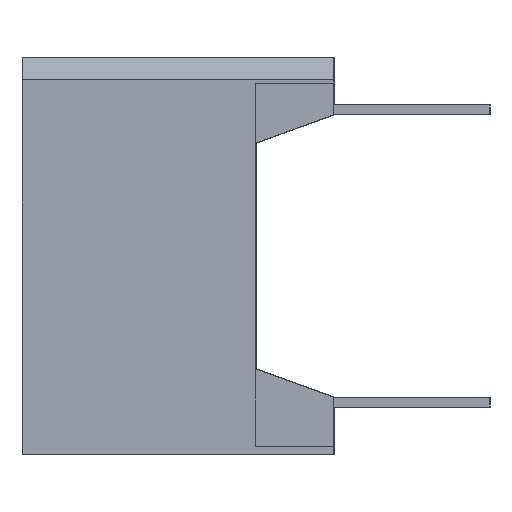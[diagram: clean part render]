
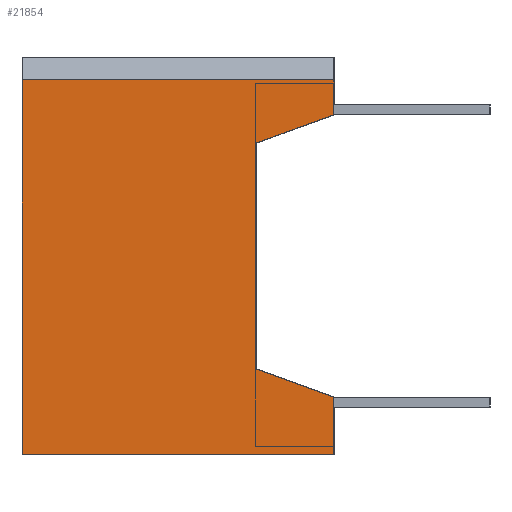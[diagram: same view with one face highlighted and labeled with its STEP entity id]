
A CAD part, left-side view. The second image highlights one B-rep face of the part: STEP entity #21854.
In plain terms, the highlighted planar face has unit normal (-1, 0, 0).
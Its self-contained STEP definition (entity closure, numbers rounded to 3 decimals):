
#4033 = DIRECTION ( 'NONE',  ( 0., 0., 1. ) ) ;
#4034 = VECTOR ( 'NONE', #4033, 1000. ) ;
#4035 = CARTESIAN_POINT ( 'NONE',  ( -25.35, 0., 0. ) ) ;
#4036 = LINE ( 'NONE', #4035, #4034 ) ;
#4136 = CARTESIAN_POINT ( 'NONE',  ( -25.35, 0., 4.514 ) ) ;
#4262 = CARTESIAN_POINT ( 'NONE',  ( -25.35, 0., -5.08 ) ) ;
#5281 = DIRECTION ( 'NONE',  ( 0., 0., 1. ) ) ;
#5282 = VECTOR ( 'NONE', #5281, 1000. ) ;
#5283 = CARTESIAN_POINT ( 'NONE',  ( -25.35, -6., 0. ) ) ;
#5284 = LINE ( 'NONE', #5283, #5282 ) ;
#5295 = CARTESIAN_POINT ( 'NONE',  ( -25.35, -6., 2.892 ) ) ;
#5296 = CARTESIAN_POINT ( 'NONE',  ( -25.35, -6., -2.892 ) ) ;
#6841 = CARTESIAN_POINT ( 'NONE',  ( -25.35, -8., 3.62 ) ) ;
#6842 = DIRECTION ( 'NONE',  ( 0., 0., 1. ) ) ;
#6843 = VECTOR ( 'NONE', #6842, 1000. ) ;
#6844 = CARTESIAN_POINT ( 'NONE',  ( -25.35, -8., 0. ) ) ;
#6845 = LINE ( 'NONE', #6844, #6843 ) ;
#6846 = CARTESIAN_POINT ( 'NONE',  ( -25.35, -8., 4.514 ) ) ;
#7022 = FACE_OUTER_BOUND ( 'NONE', #21878, .T. ) ;
#7048 = DIRECTION ( 'NONE',  ( 0., 1., 0. ) ) ;
#7049 = VECTOR ( 'NONE', #7048, 1000. ) ;
#7050 = CARTESIAN_POINT ( 'NONE',  ( -25.35, -8., 4.514 ) ) ;
#7052 = LINE ( 'NONE', #7050, #7049 ) ;
#7053 = DIRECTION ( 'NONE',  ( 0., -0.94, 0.342 ) ) ;
#7054 = VECTOR ( 'NONE', #7053, 1000. ) ;
#7055 = CARTESIAN_POINT ( 'NONE',  ( -25.35, -12.311, 5.189 ) ) ;
#7056 = DIRECTION ( 'NONE',  ( 0., 0., 1. ) ) ;
#7057 = DIRECTION ( 'NONE',  ( -1., 0., 0. ) ) ;
#7058 = CARTESIAN_POINT ( 'NONE',  ( -25.35, -8., 0. ) ) ;
#7059 = AXIS2_PLACEMENT_3D ( 'NONE', #7058, #7057, #7056 ) ;
#7060 = LINE ( 'NONE', #7055, #7054 ) ;
#7061 = PLANE ( 'NONE',  #7059 ) ;
#7065 = LINE ( 'NONE', #7116, #7115 ) ;
#7066 = CARTESIAN_POINT ( 'NONE',  ( -25.35, -8., -3.62 ) ) ;
#7114 = DIRECTION ( 'NONE',  ( 0., 0., 1. ) ) ;
#7115 = VECTOR ( 'NONE', #7114, 1000. ) ;
#7116 = CARTESIAN_POINT ( 'NONE',  ( -25.35, -8., 0. ) ) ;
#7136 = DIRECTION ( 'NONE',  ( 0., 1., 0. ) ) ;
#7137 = VECTOR ( 'NONE', #7136, 1000. ) ;
#7138 = CARTESIAN_POINT ( 'NONE',  ( -25.35, -8., -5.08 ) ) ;
#7139 = LINE ( 'NONE', #7138, #7137 ) ;
#7140 = CARTESIAN_POINT ( 'NONE',  ( -25.35, -8., -5.08 ) ) ;
#7231 = DIRECTION ( 'NONE',  ( 0., 0.94, 0.342 ) ) ;
#7232 = VECTOR ( 'NONE', #7231, 1000. ) ;
#7233 = CARTESIAN_POINT ( 'NONE',  ( -25.35, -12.311, -5.189 ) ) ;
#7238 = LINE ( 'NONE', #7233, #7232 ) ;
#20592 = EDGE_CURVE ( 'NONE', #20641, #20602, #4036, .T. ) ;
#20602 = VERTEX_POINT ( 'NONE', #4136 ) ;
#20641 = VERTEX_POINT ( 'NONE', #4262 ) ;
#21001 = VERTEX_POINT ( 'NONE', #5296 ) ;
#21003 = VERTEX_POINT ( 'NONE', #5295 ) ;
#21008 = EDGE_CURVE ( 'NONE', #21001, #21003, #5284, .T. ) ;
#21787 = VERTEX_POINT ( 'NONE', #6846 ) ;
#21789 = EDGE_CURVE ( 'NONE', #21790, #21787, #6845, .T. ) ;
#21790 = VERTEX_POINT ( 'NONE', #6841 ) ;
#21854 = ADVANCED_FACE ( 'NONE', ( #7022 ), #7061, .T. ) ;
#21855 = ORIENTED_EDGE ( 'NONE', *, *, #21856, .T. ) ;
#21856 = EDGE_CURVE ( 'NONE', #21003, #21790, #7060, .T. ) ;
#21857 = ORIENTED_EDGE ( 'NONE', *, *, #21789, .T. ) ;
#21858 = ORIENTED_EDGE ( 'NONE', *, *, #21859, .T. ) ;
#21859 = EDGE_CURVE ( 'NONE', #21787, #20602, #7052, .T. ) ;
#21860 = ORIENTED_EDGE ( 'NONE', *, *, #20592, .F. ) ;
#21861 = ORIENTED_EDGE ( 'NONE', *, *, #21895, .F. ) ;
#21862 = ORIENTED_EDGE ( 'NONE', *, *, #21876, .T. ) ;
#21874 = VERTEX_POINT ( 'NONE', #7066 ) ;
#21876 = EDGE_CURVE ( 'NONE', #21893, #21874, #7065, .T. ) ;
#21878 = EDGE_LOOP ( 'NONE', ( #21855, #21857, #21858, #21860, #21861, #21862, #21920, #21922 ) ) ;
#21893 = VERTEX_POINT ( 'NONE', #7140 ) ;
#21895 = EDGE_CURVE ( 'NONE', #21893, #20641, #7139, .T. ) ;
#21920 = ORIENTED_EDGE ( 'NONE', *, *, #21921, .T. ) ;
#21921 = EDGE_CURVE ( 'NONE', #21874, #21001, #7238, .T. ) ;
#21922 = ORIENTED_EDGE ( 'NONE', *, *, #21008, .T. ) ;
